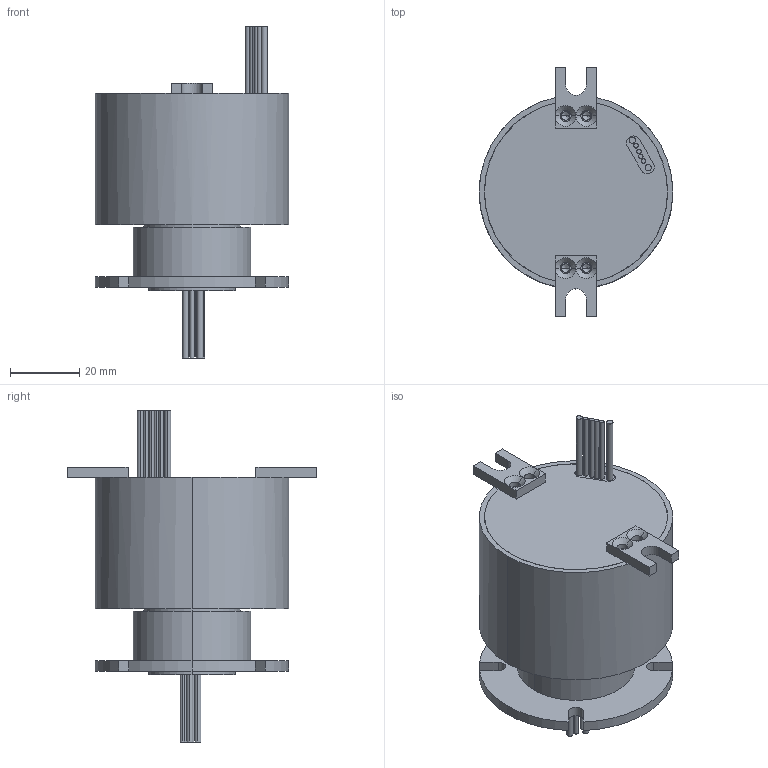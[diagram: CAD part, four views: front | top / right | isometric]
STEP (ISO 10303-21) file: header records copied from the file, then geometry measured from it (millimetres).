
FILE_DESCRIPTION (( 'STEP AP214' ), '1' );
FILE_NAME ('RX00904008.STEP', '2020-09-11T09:31:20', ( 'admin321' ), ( '' ), 'SwSTEP 2.0', 'SolidWorks 2014', '' );
FILE_SCHEMA (( 'AUTOMOTIVE_DESIGN' ));
Length unit declared in the file: millimetre
Products named in the file (1): RX00904008
Bounding box: 56 x 72 x 96 mm (x, y, z)
Volume: 115537.2 mm3; surface area: 22798 mm2
Topology: 1 solids, 1 shells, 153 faces, 358 edges, 220 vertices
Faces by surface type: cylinder 74, plane 63, cone 16
Entity records: 4466 total; most frequent: DIRECTION 830, CARTESIAN_POINT 724, ORIENTED_EDGE 700, EDGE_CURVE 350, AXIS2_PLACEMENT_3D 326, VERTEX_POINT 220, VECTOR 178, LINE 178
